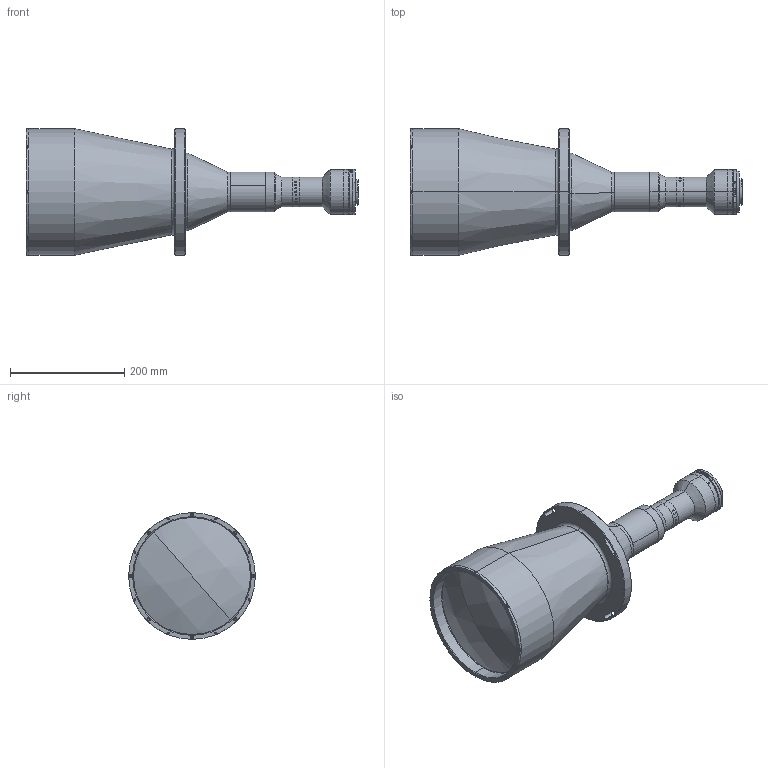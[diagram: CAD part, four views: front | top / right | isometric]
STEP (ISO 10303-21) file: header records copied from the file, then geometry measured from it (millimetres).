
FILE_DESCRIPTION (( 'STEP AP203' ), '1' );
FILE_NAME ('XF-PTL19535-F.STEP', '2019-07-22T09:21:06', ( 'puyufan' ), ( '' ), 'SwSTEP 2.0', 'SolidWorks 2014', '' );
FILE_SCHEMA (( 'CONFIG_CONTROL_DESIGN' ));
Length unit declared in the file: millimetre
Products named in the file (1): XF-PTL19535-F
Bounding box: 582.21 x 222 x 222 mm (x, y, z)
Surface area: 393334.7 mm2 (no closed solid volume)
Topology: 0 solids, 42 shells, 301 faces, 1397 edges, 1125 vertices
Faces by surface type: cylinder 147, plane 97, cone 36, torus 16, sphere 4, bspline 1
Entity records: 19694 total; most frequent: CARTESIAN_POINT 8530, DIRECTION 2307, ORIENTED_EDGE 1968, EDGE_CURVE 1397, VERTEX_POINT 1125, AXIS2_PLACEMENT_3D 878, CIRCLE 577, VECTOR 551
